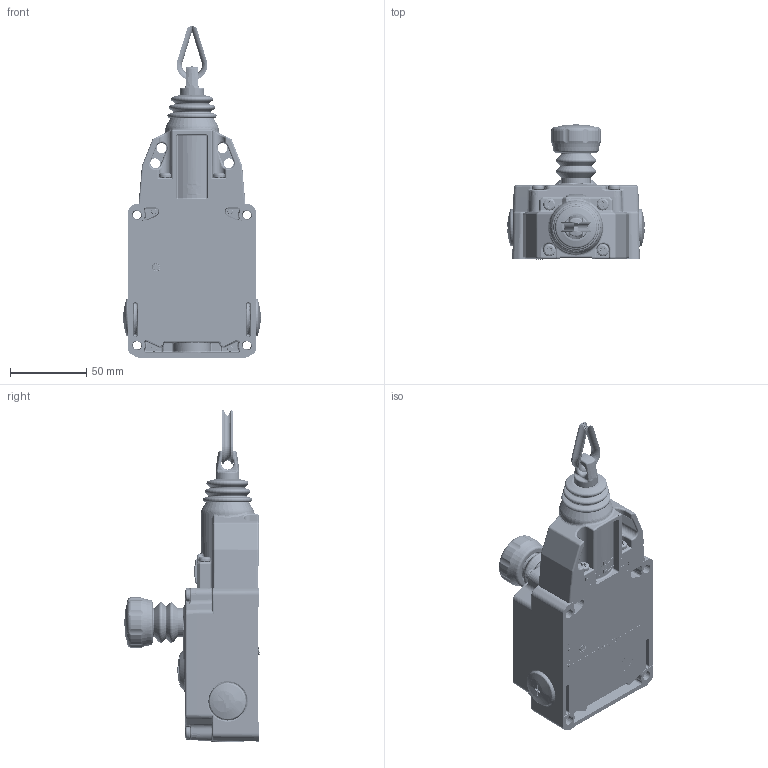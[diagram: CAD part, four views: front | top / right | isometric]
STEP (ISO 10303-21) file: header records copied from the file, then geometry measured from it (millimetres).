
FILE_DESCRIPTION((''),'2;1');
FILE_NAME('192584_ASM','2016-01-27T',('pdmadmin'),(''),'PRO/ENGINEER BY PARAMETRIC TECHNOLOGY CORPORATION, 2013230','PRO/ENGINEER BY PARAMETRIC TECHNOLOGY CORPORATION, 2013230','');
FILE_SCHEMA(('CONFIG_CONTROL_DESIGN'));
Products named in the file (8): RP-RM83F-75LR_PART_1; RP-RM83F-75LR_PART_2; RP-RM83F-75LR_PART_3; RP-RM83F-75LR_PART_4; RP-RM83F-75LR_PART_5; RP-RM83F-75LR_ASM; 10414---RP-RM83F-75LR_ASM; 192584_ASM
Assembly tree (7 placements, depth 4):
  192584_ASM
    10414---RP-RM83F-75LR_ASM
      RP-RM83F-75LR_ASM
        RP-RM83F-75LR_PART_1
        RP-RM83F-75LR_PART_2
        RP-RM83F-75LR_PART_3
        RP-RM83F-75LR_PART_4
        RP-RM83F-75LR_PART_5
Bounding box: 90.13 x 88.55 x 217.5 mm (x, y, z)
Volume: 212961 mm3; surface area: 135413 mm2
Topology: 5 solids, 6 shells, 5198 faces, 13845 edges, 8445 vertices
Faces by surface type: plane 1736, cylinder 1479, torus 712, bspline 630, cone 399, sphere 242
Entity records: 188007 total; most frequent: CARTESIAN_POINT 63312, ORIENTED_EDGE 27146, DIRECTION 25471, EDGE_CURVE 13573, AXIS2_PLACEMENT_3D 9888, VERTEX_POINT 8445, VECTOR 5695, LINE 5695
